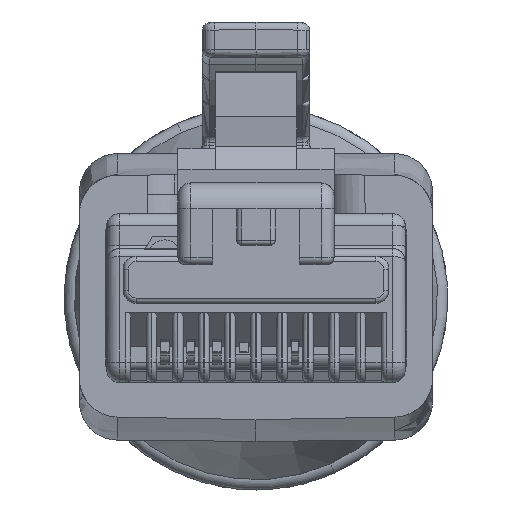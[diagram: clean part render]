
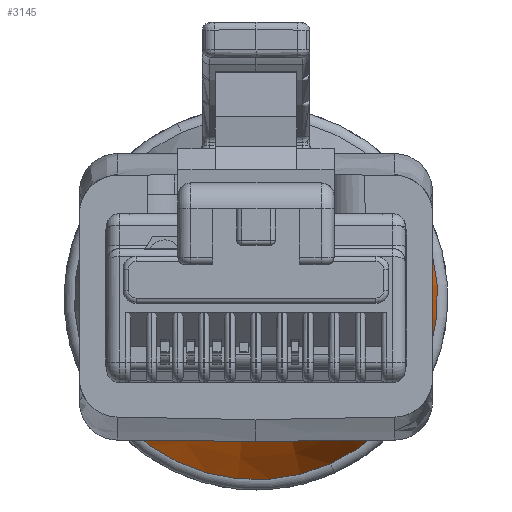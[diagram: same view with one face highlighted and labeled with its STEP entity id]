
A CAD part, front view. The second image highlights one B-rep face of the part: STEP entity #3145.
In plain terms, the highlighted conical face has half-angle 19.654 degrees and reference radius 5.009 mm.
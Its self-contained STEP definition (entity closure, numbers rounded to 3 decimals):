
#216 = AXIS2_PLACEMENT_3D ( 'NONE', #15026, #15161, #882 ) ;
#619 = CARTESIAN_POINT ( 'NONE',  ( -4.567, -28.256, -2.056 ) ) ;
#879 = LINE ( 'NONE', #619, #10803 ) ;
#882 = DIRECTION ( 'NONE',  ( -0.912, 0., -0.41 ) ) ;
#2129 = VERTEX_POINT ( 'NONE', #24600 ) ;
#2251 = ORIENTED_EDGE ( 'NONE', *, *, #9500, .T. ) ;
#2254 = EDGE_CURVE ( 'NONE', #25846, #14637, #4155, .T. ) ;
#3145 = ADVANCED_FACE ( 'NONE', ( #8998 ), #7129, .T. ) ;
#4155 = CIRCLE ( 'NONE', #15996, 4.6 ) ;
#5022 = ORIENTED_EDGE ( 'NONE', *, *, #23997, .F. ) ;
#6116 = CIRCLE ( 'NONE', #216, 7.1 ) ;
#7129 = CONICAL_SURFACE ( 'NONE', #17653, 5.009, 0.343 ) ;
#7461 = CARTESIAN_POINT ( 'NONE',  ( 6.475, -22.4, 2.914 ) ) ;
#8998 = FACE_OUTER_BOUND ( 'NONE', #12444, .T. ) ;
#9500 = EDGE_CURVE ( 'NONE', #2129, #11975, #6116, .T. ) ;
#10234 = CARTESIAN_POINT ( 'NONE',  ( 4.195, -29.4, 1.888 ) ) ;
#10803 = VECTOR ( 'NONE', #22946, 1000. ) ;
#11975 = VERTEX_POINT ( 'NONE', #7461 ) ;
#12444 = EDGE_LOOP ( 'NONE', ( #5022, #12768, #23695, #2251 ) ) ;
#12768 = ORIENTED_EDGE ( 'NONE', *, *, #2254, .F. ) ;
#13759 = CARTESIAN_POINT ( 'NONE',  ( 4.567, -28.256, 2.056 ) ) ;
#13877 = EDGE_CURVE ( 'NONE', #25846, #2129, #879, .T. ) ;
#14637 = VERTEX_POINT ( 'NONE', #10234 ) ;
#15026 = CARTESIAN_POINT ( 'NONE',  ( 0., -22.4, 0. ) ) ;
#15161 = DIRECTION ( 'NONE',  ( 0., -1., 0. ) ) ;
#15215 = DIRECTION ( 'NONE',  ( 0., 1., 0. ) ) ;
#15996 = AXIS2_PLACEMENT_3D ( 'NONE', #25137, #19220, #22899 ) ;
#17653 = AXIS2_PLACEMENT_3D ( 'NONE', #20767, #15215, #24848 ) ;
#17725 = LINE ( 'NONE', #13759, #24329 ) ;
#19220 = DIRECTION ( 'NONE',  ( 0., -1., 0. ) ) ;
#20767 = CARTESIAN_POINT ( 'NONE',  ( 0., -28.256, 0. ) ) ;
#21951 = CARTESIAN_POINT ( 'NONE',  ( -4.195, -29.4, -1.888 ) ) ;
#22899 = DIRECTION ( 'NONE',  ( -0.912, 0., -0.41 ) ) ;
#22946 = DIRECTION ( 'NONE',  ( -0.307, 0.942, -0.138 ) ) ;
#23428 = DIRECTION ( 'NONE',  ( 0.307, 0.942, 0.138 ) ) ;
#23695 = ORIENTED_EDGE ( 'NONE', *, *, #13877, .T. ) ;
#23997 = EDGE_CURVE ( 'NONE', #14637, #11975, #17725, .T. ) ;
#24329 = VECTOR ( 'NONE', #23428, 1000. ) ;
#24600 = CARTESIAN_POINT ( 'NONE',  ( -6.475, -22.4, -2.914 ) ) ;
#24848 = DIRECTION ( 'NONE',  ( -0.912, 0., -0.41 ) ) ;
#25137 = CARTESIAN_POINT ( 'NONE',  ( 0., -29.4, 0. ) ) ;
#25846 = VERTEX_POINT ( 'NONE', #21951 ) ;
